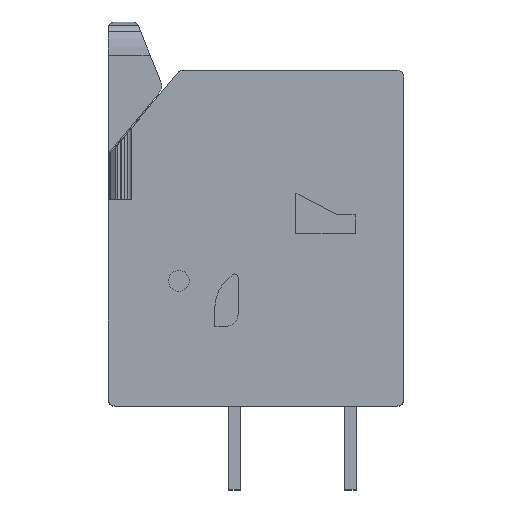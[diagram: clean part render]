
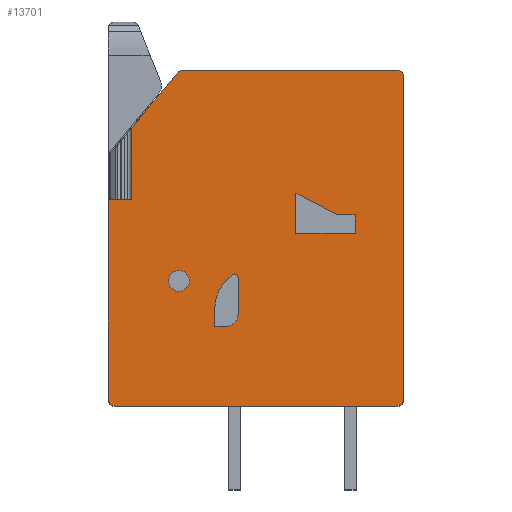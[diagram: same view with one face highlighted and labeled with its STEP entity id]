
A CAD part, top view. The second image highlights one B-rep face of the part: STEP entity #13701.
In plain terms, the highlighted planar face has unit normal (0, 0, 1).
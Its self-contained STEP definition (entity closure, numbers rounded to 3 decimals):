
#332=LINE('',#18214,#1404);
#333=LINE('',#18217,#1405);
#334=LINE('',#18219,#1406);
#335=LINE('',#18221,#1407);
#336=LINE('',#18223,#1408);
#337=LINE('',#18225,#1409);
#338=LINE('',#18227,#1410);
#339=LINE('',#18231,#1411);
#340=LINE('',#18235,#1412);
#341=LINE('',#18239,#1413);
#342=LINE('',#18243,#1414);
#343=LINE('',#18244,#1415);
#344=LINE('',#18247,#1416);
#345=LINE('',#18249,#1417);
#346=LINE('',#18251,#1418);
#347=LINE('',#18253,#1419);
#348=LINE('',#18254,#1420);
#349=LINE('',#18259,#1421);
#350=LINE('',#18263,#1422);
#351=LINE('',#18267,#1423);
#1404=VECTOR('',#15218,1000.);
#1405=VECTOR('',#15219,1000.);
#1406=VECTOR('',#15220,1000.);
#1407=VECTOR('',#15221,1000.);
#1408=VECTOR('',#15222,1000.);
#1409=VECTOR('',#15223,1000.);
#1410=VECTOR('',#15224,1000.);
#1411=VECTOR('',#15227,1000.);
#1412=VECTOR('',#15230,1000.);
#1413=VECTOR('',#15233,1000.);
#1414=VECTOR('',#15236,1000.);
#1415=VECTOR('',#15237,1000.);
#1416=VECTOR('',#15238,1000.);
#1417=VECTOR('',#15239,1000.);
#1418=VECTOR('',#15240,1000.);
#1419=VECTOR('',#15241,1000.);
#1420=VECTOR('',#15242,1000.);
#1421=VECTOR('',#15245,1000.);
#1422=VECTOR('',#15248,1000.);
#1423=VECTOR('',#15251,1000.);
#2476=ORIENTED_EDGE('',*,*,#5522,.F.);
#2477=ORIENTED_EDGE('',*,*,#5523,.F.);
#2478=ORIENTED_EDGE('',*,*,#5524,.T.);
#2479=ORIENTED_EDGE('',*,*,#5525,.T.);
#2480=ORIENTED_EDGE('',*,*,#5526,.T.);
#2481=ORIENTED_EDGE('',*,*,#5527,.F.);
#2482=ORIENTED_EDGE('',*,*,#5528,.T.);
#2483=ORIENTED_EDGE('',*,*,#5529,.T.);
#2484=ORIENTED_EDGE('',*,*,#5530,.T.);
#2485=ORIENTED_EDGE('',*,*,#5531,.T.);
#2486=ORIENTED_EDGE('',*,*,#5532,.T.);
#2487=ORIENTED_EDGE('',*,*,#5533,.T.);
#2488=ORIENTED_EDGE('',*,*,#5534,.T.);
#2489=ORIENTED_EDGE('',*,*,#5535,.T.);
#2490=ORIENTED_EDGE('',*,*,#5536,.T.);
#2491=ORIENTED_EDGE('',*,*,#5537,.T.);
#2492=ORIENTED_EDGE('',*,*,#5538,.F.);
#2493=ORIENTED_EDGE('',*,*,#5539,.F.);
#2494=ORIENTED_EDGE('',*,*,#5540,.F.);
#2495=ORIENTED_EDGE('',*,*,#5541,.F.);
#2496=ORIENTED_EDGE('',*,*,#5542,.F.);
#2497=ORIENTED_EDGE('',*,*,#5543,.F.);
#2498=ORIENTED_EDGE('',*,*,#5544,.F.);
#2499=ORIENTED_EDGE('',*,*,#5545,.F.);
#2500=ORIENTED_EDGE('',*,*,#5546,.F.);
#2501=ORIENTED_EDGE('',*,*,#5547,.F.);
#2502=ORIENTED_EDGE('',*,*,#5548,.F.);
#2503=ORIENTED_EDGE('',*,*,#5549,.F.);
#5522=EDGE_CURVE('',#7045,#7045,#8057,.T.);
#5523=EDGE_CURVE('',#7046,#7047,#332,.T.);
#5524=EDGE_CURVE('',#7046,#7048,#333,.T.);
#5525=EDGE_CURVE('',#7048,#7049,#334,.T.);
#5526=EDGE_CURVE('',#7049,#7050,#335,.T.);
#5527=EDGE_CURVE('',#7051,#7050,#336,.T.);
#5528=EDGE_CURVE('',#7051,#7052,#337,.T.);
#5529=EDGE_CURVE('',#7052,#7053,#338,.T.);
#5530=EDGE_CURVE('',#7053,#7054,#8058,.T.);
#5531=EDGE_CURVE('',#7054,#7055,#339,.T.);
#5532=EDGE_CURVE('',#7055,#7056,#8059,.T.);
#5533=EDGE_CURVE('',#7056,#7057,#340,.T.);
#5534=EDGE_CURVE('',#7057,#7058,#8060,.T.);
#5535=EDGE_CURVE('',#7058,#7059,#341,.T.);
#5536=EDGE_CURVE('',#7059,#7060,#8061,.T.);
#5537=EDGE_CURVE('',#7060,#7047,#342,.T.);
#5538=EDGE_CURVE('',#7061,#7062,#343,.T.);
#5539=EDGE_CURVE('',#7063,#7061,#344,.T.);
#5540=EDGE_CURVE('',#7064,#7063,#345,.T.);
#5541=EDGE_CURVE('',#7065,#7064,#346,.T.);
#5542=EDGE_CURVE('',#7062,#7065,#347,.T.);
#5543=EDGE_CURVE('',#7066,#7067,#348,.T.);
#5544=EDGE_CURVE('',#7068,#7066,#8062,.T.);
#5545=EDGE_CURVE('',#7069,#7068,#349,.T.);
#5546=EDGE_CURVE('',#7070,#7069,#8063,.T.);
#5547=EDGE_CURVE('',#7071,#7070,#350,.T.);
#5548=EDGE_CURVE('',#7072,#7071,#8064,.T.);
#5549=EDGE_CURVE('',#7067,#7072,#351,.T.);
#7045=VERTEX_POINT('',#18213);
#7046=VERTEX_POINT('',#18215);
#7047=VERTEX_POINT('',#18216);
#7048=VERTEX_POINT('',#18218);
#7049=VERTEX_POINT('',#18220);
#7050=VERTEX_POINT('',#18222);
#7051=VERTEX_POINT('',#18224);
#7052=VERTEX_POINT('',#18226);
#7053=VERTEX_POINT('',#18228);
#7054=VERTEX_POINT('',#18230);
#7055=VERTEX_POINT('',#18232);
#7056=VERTEX_POINT('',#18234);
#7057=VERTEX_POINT('',#18236);
#7058=VERTEX_POINT('',#18238);
#7059=VERTEX_POINT('',#18240);
#7060=VERTEX_POINT('',#18242);
#7061=VERTEX_POINT('',#18245);
#7062=VERTEX_POINT('',#18246);
#7063=VERTEX_POINT('',#18248);
#7064=VERTEX_POINT('',#18250);
#7065=VERTEX_POINT('',#18252);
#7066=VERTEX_POINT('',#18255);
#7067=VERTEX_POINT('',#18256);
#7068=VERTEX_POINT('',#18258);
#7069=VERTEX_POINT('',#18260);
#7070=VERTEX_POINT('',#18262);
#7071=VERTEX_POINT('',#18264);
#7072=VERTEX_POINT('',#18266);
#8057=CIRCLE('',#14251,0.45);
#8058=CIRCLE('',#14252,0.3);
#8059=CIRCLE('',#14253,0.3);
#8060=CIRCLE('',#14254,0.3);
#8061=CIRCLE('',#14255,0.3);
#8062=CIRCLE('',#14256,1.6);
#8063=CIRCLE('',#14257,0.15);
#8064=CIRCLE('',#14258,0.5);
#8415=EDGE_LOOP('',(#2476));
#8416=EDGE_LOOP('',(#2477,#2478,#2479,#2480,#2481,#2482,#2483,#2484,#2485,
#2486,#2487,#2488,#2489,#2490,#2491));
#8417=EDGE_LOOP('',(#2492,#2493,#2494,#2495,#2496));
#8418=EDGE_LOOP('',(#2497,#2498,#2499,#2500,#2501,#2502,#2503));
#8990=FACE_BOUND('',#8415,.T.);
#8991=FACE_BOUND('',#8416,.T.);
#8992=FACE_BOUND('',#8417,.T.);
#8993=FACE_BOUND('',#8418,.T.);
#9565=PLANE('',#14250);
#13701=ADVANCED_FACE('',(#8990,#8991,#8992,#8993),#9565,.T.);
#14250=AXIS2_PLACEMENT_3D('',#18211,#15214,#15215);
#14251=AXIS2_PLACEMENT_3D('',#18212,#15216,#15217);
#14252=AXIS2_PLACEMENT_3D('',#18229,#15225,#15226);
#14253=AXIS2_PLACEMENT_3D('',#18233,#15228,#15229);
#14254=AXIS2_PLACEMENT_3D('',#18237,#15231,#15232);
#14255=AXIS2_PLACEMENT_3D('',#18241,#15234,#15235);
#14256=AXIS2_PLACEMENT_3D('',#18257,#15243,#15244);
#14257=AXIS2_PLACEMENT_3D('',#18261,#15246,#15247);
#14258=AXIS2_PLACEMENT_3D('',#18265,#15249,#15250);
#15214=DIRECTION('',(0.,0.,1.));
#15215=DIRECTION('',(1.,0.,0.));
#15216=DIRECTION('',(0.,0.,1.));
#15217=DIRECTION('',(1.,0.,0.));
#15218=DIRECTION('',(0.,1.,0.));
#15219=DIRECTION('',(-1.,0.,0.));
#15220=DIRECTION('',(0.,1.,0.));
#15221=DIRECTION('',(-0.643,-0.766,0.));
#15222=DIRECTION('',(0.,1.,0.));
#15223=DIRECTION('',(-1.,0.,0.));
#15224=DIRECTION('',(0.,-1.,0.));
#15225=DIRECTION('',(0.,0.,1.));
#15226=DIRECTION('',(1.,0.,0.));
#15227=DIRECTION('',(1.,0.,0.));
#15228=DIRECTION('',(0.,0.,1.));
#15229=DIRECTION('',(1.,0.,0.));
#15230=DIRECTION('',(0.,1.,0.));
#15231=DIRECTION('',(0.,0.,1.));
#15232=DIRECTION('',(1.,0.,0.));
#15233=DIRECTION('',(-1.,0.,0.));
#15234=DIRECTION('',(0.,0.,1.));
#15235=DIRECTION('',(1.,0.,0.));
#15236=DIRECTION('',(-0.643,-0.766,0.));
#15237=DIRECTION('',(0.,-1.,0.));
#15238=DIRECTION('',(-0.888,0.461,0.));
#15239=DIRECTION('',(-1.,0.,0.));
#15240=DIRECTION('',(0.,1.,0.));
#15241=DIRECTION('',(1.,0.,0.));
#15242=DIRECTION('',(0.,-1.,0.));
#15243=DIRECTION('',(0.,0.,1.));
#15244=DIRECTION('',(1.,0.,0.));
#15245=DIRECTION('',(-0.707,-0.707,0.));
#15246=DIRECTION('',(0.,0.,1.));
#15247=DIRECTION('',(1.,0.,0.));
#15248=DIRECTION('',(0.,1.,0.));
#15249=DIRECTION('',(0.,0.,1.));
#15250=DIRECTION('',(1.,0.,0.));
#15251=DIRECTION('',(1.,0.,0.));
#18211=CARTESIAN_POINT('',(-10.15,0.3,14.));
#18212=CARTESIAN_POINT('',(-7.4,5.4,14.));
#18213=CARTESIAN_POINT('',(-6.95,5.4,14.));
#18214=CARTESIAN_POINT('',(-9.45,0.3,14.));
#18215=CARTESIAN_POINT('',(-9.45,8.9,14.));
#18216=CARTESIAN_POINT('',(-9.45,11.997,14.));
#18217=CARTESIAN_POINT('',(-10.15,8.9,14.));
#18218=CARTESIAN_POINT('',(-10.043,8.9,14.));
#18219=CARTESIAN_POINT('',(-10.043,8.9,14.));
#18220=CARTESIAN_POINT('',(-10.043,11.291,14.));
#18221=CARTESIAN_POINT('',(-7.44,14.393,14.));
#18222=CARTESIAN_POINT('',(-10.046,11.287,14.));
#18223=CARTESIAN_POINT('',(-10.046,8.9,14.));
#18224=CARTESIAN_POINT('',(-10.046,8.9,14.));
#18225=CARTESIAN_POINT('',(-10.15,8.9,14.));
#18226=CARTESIAN_POINT('',(-10.45,8.9,14.));
#18227=CARTESIAN_POINT('',(-10.45,10.806,14.));
#18228=CARTESIAN_POINT('',(-10.45,0.3,14.));
#18229=CARTESIAN_POINT('',(-10.15,0.3,14.));
#18230=CARTESIAN_POINT('',(-10.15,0.,14.));
#18231=CARTESIAN_POINT('',(-10.15,0.,14.));
#18232=CARTESIAN_POINT('',(2.,0.,14.));
#18233=CARTESIAN_POINT('',(2.,0.3,14.));
#18234=CARTESIAN_POINT('',(2.3,0.3,14.));
#18235=CARTESIAN_POINT('',(2.3,0.3,14.));
#18236=CARTESIAN_POINT('',(2.3,14.2,14.));
#18237=CARTESIAN_POINT('',(2.,14.2,14.));
#18238=CARTESIAN_POINT('',(2.,14.5,14.));
#18239=CARTESIAN_POINT('',(2.,14.5,14.));
#18240=CARTESIAN_POINT('',(-7.21,14.5,14.));
#18241=CARTESIAN_POINT('',(-7.21,14.2,14.));
#18242=CARTESIAN_POINT('',(-7.44,14.393,14.));
#18243=CARTESIAN_POINT('',(-7.44,14.393,14.));
#18244=CARTESIAN_POINT('',(-2.35,9.184,14.));
#18245=CARTESIAN_POINT('',(-2.35,9.184,14.));
#18246=CARTESIAN_POINT('',(-2.35,7.45,14.));
#18247=CARTESIAN_POINT('',(-0.55,8.25,14.));
#18248=CARTESIAN_POINT('',(-0.55,8.25,14.));
#18249=CARTESIAN_POINT('',(0.2,8.25,14.));
#18250=CARTESIAN_POINT('',(0.2,8.25,14.));
#18251=CARTESIAN_POINT('',(0.2,7.45,14.));
#18252=CARTESIAN_POINT('',(0.2,7.45,14.));
#18253=CARTESIAN_POINT('',(-2.35,7.45,14.));
#18254=CARTESIAN_POINT('',(-5.85,4.249,14.));
#18255=CARTESIAN_POINT('',(-5.85,4.249,14.));
#18256=CARTESIAN_POINT('',(-5.85,3.45,14.));
#18257=CARTESIAN_POINT('',(-4.25,4.249,14.));
#18258=CARTESIAN_POINT('',(-5.381,5.381,14.));
#18259=CARTESIAN_POINT('',(-5.106,5.656,14.));
#18260=CARTESIAN_POINT('',(-5.106,5.656,14.));
#18261=CARTESIAN_POINT('',(-5.,5.55,14.));
#18262=CARTESIAN_POINT('',(-4.85,5.55,14.));
#18263=CARTESIAN_POINT('',(-4.85,3.95,14.));
#18264=CARTESIAN_POINT('',(-4.85,3.95,14.));
#18265=CARTESIAN_POINT('',(-5.35,3.95,14.));
#18266=CARTESIAN_POINT('',(-5.35,3.45,14.));
#18267=CARTESIAN_POINT('',(-5.85,3.45,14.));
